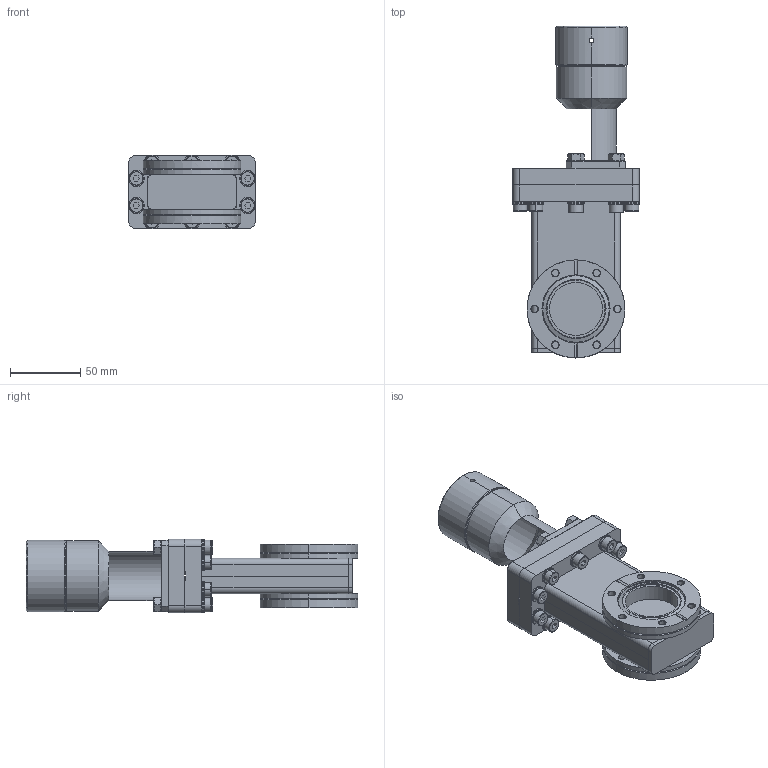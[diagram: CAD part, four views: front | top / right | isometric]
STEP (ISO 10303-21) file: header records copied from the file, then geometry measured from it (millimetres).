
FILE_DESCRIPTION (( 'STEP AP214' ), '1' );
FILE_NAME ('Hositrad_HOGVB-CF35-M.STEP', '2020-07-14T09:03:38', ( '' ), ( '' ), 'SwSTEP 2.0', 'SolidWorks 2020', '' );
FILE_SCHEMA (( 'AUTOMOTIVE_DESIGN' ));
Length unit declared in the file: millimetre
Products named in the file (1): Hositrad_HOGVB-CF35-M
Bounding box: 90.5 x 235.55 x 52.5 mm (x, y, z)
Surface area: 89660.5 mm2 (no closed solid volume)
Topology: 0 solids, 48 shells, 514 faces, 1376 edges, 903 vertices
Faces by surface type: plane 194, cone 168, cylinder 144, bspline 8
Entity records: 22338 total; most frequent: CARTESIAN_POINT 9357, DIRECTION 2618, ORIENTED_EDGE 2366, EDGE_CURVE 1374, AXIS2_PLACEMENT_3D 988, VERTEX_POINT 901, VECTOR 642, LINE 642
